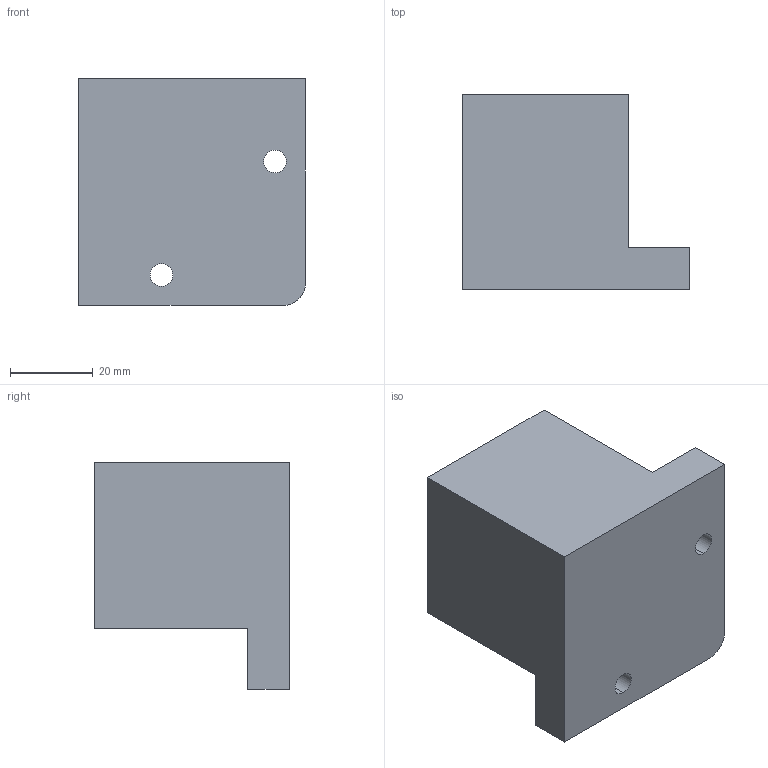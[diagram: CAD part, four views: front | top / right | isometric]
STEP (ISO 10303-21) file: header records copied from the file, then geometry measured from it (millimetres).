
FILE_DESCRIPTION (( 'STEP AP203' ), '1' );
FILE_NAME ('PART 47_ Acrylic sample chamber, NIKON 16 X, UCLA (SPECIAL).STEP', '2017-06-19T14:30:44', ( 'Private' ), ( 'Private' ), 'SwSTEP 2.0', 'SolidWorks 2004231', '' );
FILE_SCHEMA (( 'CONFIG_CONTROL_DESIGN' ));
Length unit declared in the file: millimetre
Products named in the file (1): PART 47_ Acrylic sample chamber, NIKON 16 X, UCLA (SPECIAL)
Bounding box: 54.8 x 47 x 54.8 mm (x, y, z)
Volume: 63572.4 mm3; surface area: 17384.2 mm2
Topology: 1 solids, 1 shells, 50 faces, 125 edges, 81 vertices
Faces by surface type: cylinder 25, plane 21, cone 4
Entity records: 1675 total; most frequent: CARTESIAN_POINT 356, DIRECTION 267, ORIENTED_EDGE 250, EDGE_CURVE 125, AXIS2_PLACEMENT_3D 101, VERTEX_POINT 81, VECTOR 65, LINE 65
